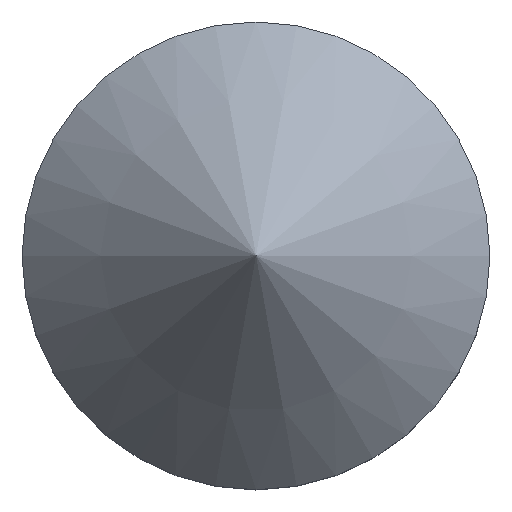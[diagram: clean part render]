
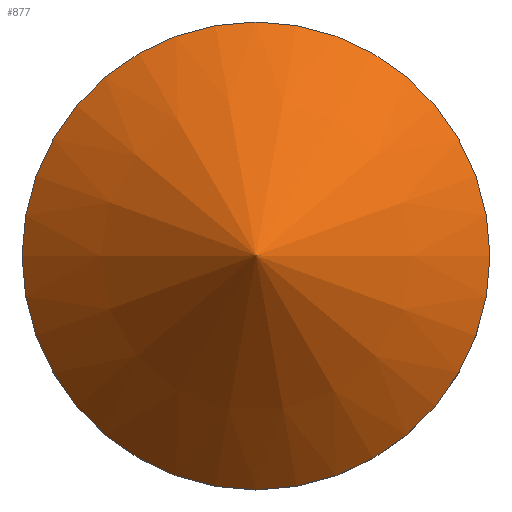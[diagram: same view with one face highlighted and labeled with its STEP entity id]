
A CAD part, top view. The second image highlights one B-rep face of the part: STEP entity #877.
In plain terms, the highlighted conical face has half-angle 45 degrees and reference radius 0.9 mm.
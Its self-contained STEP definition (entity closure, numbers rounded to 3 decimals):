
#749 = CYLINDRICAL_SURFACE('',#750,0.6);
#750 = AXIS2_PLACEMENT_3D('',#751,#752,#753);
#751 = CARTESIAN_POINT('',(0.,0.,15.75));
#752 = DIRECTION('',(0.,0.,1.));
#753 = DIRECTION('',(1.,0.,0.));
#822 = EDGE_CURVE('',#823,#823,#825,.T.);
#823 = VERTEX_POINT('',#824);
#824 = CARTESIAN_POINT('',(0.6,0.,16.05));
#825 = SURFACE_CURVE('',#826,(#831,#838),.PCURVE_S1.);
#826 = CIRCLE('',#827,0.6);
#827 = AXIS2_PLACEMENT_3D('',#828,#829,#830);
#828 = CARTESIAN_POINT('',(0.,0.,16.05));
#829 = DIRECTION('',(-0.,0.,1.));
#830 = DIRECTION('',(0.,-1.,0.));
#831 = PCURVE('',#749,#832);
#832 = DEFINITIONAL_REPRESENTATION('',(#833),#837);
#833 = LINE('',#834,#835);
#834 = CARTESIAN_POINT('',(-1.571,0.3));
#835 = VECTOR('',#836,1.);
#836 = DIRECTION('',(1.,0.));
#837 = ( GEOMETRIC_REPRESENTATION_CONTEXT(2) 
PARAMETRIC_REPRESENTATION_CONTEXT() REPRESENTATION_CONTEXT('2D SPACE',''
  ) );
#838 = PCURVE('',#839,#844);
#839 = CONICAL_SURFACE('',#840,0.9,0.785);
#840 = AXIS2_PLACEMENT_3D('',#841,#842,#843);
#841 = CARTESIAN_POINT('',(0.,0.,15.75));
#842 = DIRECTION('',(-0.,-0.,-1.));
#843 = DIRECTION('',(1.,0.,0.));
#844 = DEFINITIONAL_REPRESENTATION('',(#845),#849);
#845 = LINE('',#846,#847);
#846 = CARTESIAN_POINT('',(1.571,-0.3));
#847 = VECTOR('',#848,1.);
#848 = DIRECTION('',(-1.,-0.));
#849 = ( GEOMETRIC_REPRESENTATION_CONTEXT(2) 
PARAMETRIC_REPRESENTATION_CONTEXT() REPRESENTATION_CONTEXT('2D SPACE',''
  ) );
#877 = ADVANCED_FACE('',(#878),#839,.T.);
#878 = FACE_BOUND('',#879,.T.);
#879 = EDGE_LOOP('',(#880,#903,#904));
#880 = ORIENTED_EDGE('',*,*,#881,.T.);
#881 = EDGE_CURVE('',#823,#882,#884,.T.);
#882 = VERTEX_POINT('',#883);
#883 = CARTESIAN_POINT('',(0.,0.,16.65));
#884 = SEAM_CURVE('',#885,(#889,#896),.PCURVE_S1.);
#885 = LINE('',#886,#887);
#886 = CARTESIAN_POINT('',(0.9,0.,15.75));
#887 = VECTOR('',#888,1.);
#888 = DIRECTION('',(-0.707,0.,0.707)
  );
#889 = PCURVE('',#839,#890);
#890 = DEFINITIONAL_REPRESENTATION('',(#891),#895);
#891 = LINE('',#892,#893);
#892 = CARTESIAN_POINT('',(-6.283,0.));
#893 = VECTOR('',#894,1.);
#894 = DIRECTION('',(-0.,-1.));
#895 = ( GEOMETRIC_REPRESENTATION_CONTEXT(2) 
PARAMETRIC_REPRESENTATION_CONTEXT() REPRESENTATION_CONTEXT('2D SPACE',''
  ) );
#896 = PCURVE('',#839,#897);
#897 = DEFINITIONAL_REPRESENTATION('',(#898),#902);
#898 = LINE('',#899,#900);
#899 = CARTESIAN_POINT('',(0.,-0.));
#900 = VECTOR('',#901,1.);
#901 = DIRECTION('',(-0.,-1.));
#902 = ( GEOMETRIC_REPRESENTATION_CONTEXT(2) 
PARAMETRIC_REPRESENTATION_CONTEXT() REPRESENTATION_CONTEXT('2D SPACE',''
  ) );
#903 = ORIENTED_EDGE('',*,*,#881,.F.);
#904 = ORIENTED_EDGE('',*,*,#822,.T.);
